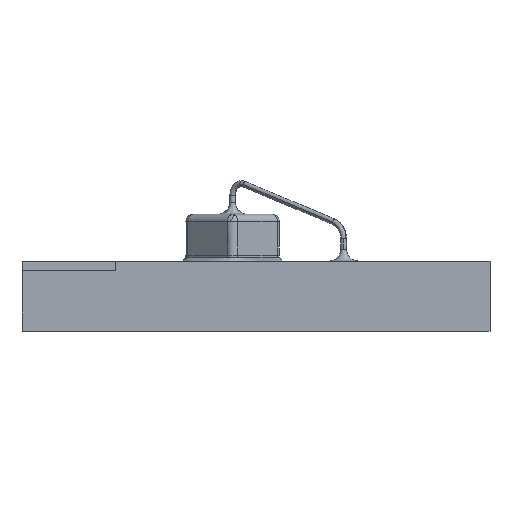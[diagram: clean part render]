
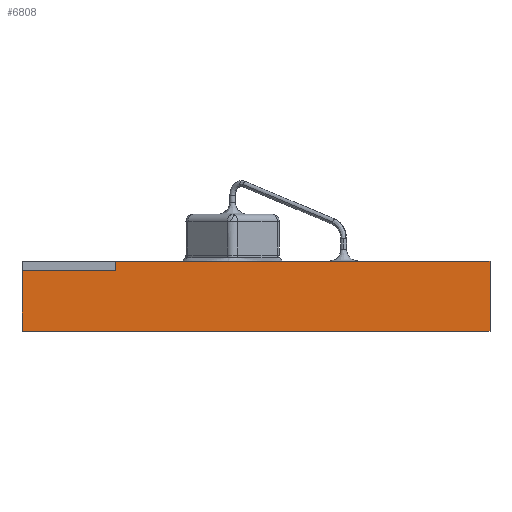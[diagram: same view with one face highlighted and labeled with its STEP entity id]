
A CAD part, front view. The second image highlights one B-rep face of the part: STEP entity #6808.
In plain terms, the highlighted planar face has unit normal (0, -1, 0).
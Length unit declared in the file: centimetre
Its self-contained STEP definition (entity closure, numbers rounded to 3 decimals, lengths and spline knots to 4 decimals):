
#321 = DIRECTION ( 'NONE',  ( 0., 0., 1. ) ) ;
#359 = LINE ( 'NONE', #6310, #3447 ) ;
#427 = ORIENTED_EDGE ( 'NONE', *, *, #2949, .F. ) ;
#450 = FACE_OUTER_BOUND ( 'NONE', #4008, .T. ) ;
#563 = LINE ( 'NONE', #5287, #4575 ) ;
#608 = VERTEX_POINT ( 'NONE', #6567 ) ;
#812 = CARTESIAN_POINT ( 'NONE',  ( 0.1, -0.0625, 0. ) ) ;
#1254 = VECTOR ( 'NONE', #5230, 100. ) ;
#1718 = DIRECTION ( 'NONE',  ( 0., 0., -1. ) ) ;
#1733 = VECTOR ( 'NONE', #1718, 100. ) ;
#1885 = VERTEX_POINT ( 'NONE', #5473 ) ;
#1953 = EDGE_CURVE ( 'NONE', #3244, #2560, #359, .T. ) ;
#2020 = VECTOR ( 'NONE', #6142, 100. ) ;
#2344 = LINE ( 'NONE', #4700, #1733 ) ;
#2560 = VERTEX_POINT ( 'NONE', #7012 ) ;
#2657 = EDGE_CURVE ( 'NONE', #3244, #5989, #563, .T. ) ;
#2949 = EDGE_CURVE ( 'NONE', #5989, #608, #7535, .T. ) ;
#2954 = ORIENTED_EDGE ( 'NONE', *, *, #3602, .T. ) ;
#3068 = ORIENTED_EDGE ( 'NONE', *, *, #4636, .T. ) ;
#3244 = VERTEX_POINT ( 'NONE', #812 ) ;
#3447 = VECTOR ( 'NONE', #321, 100. ) ;
#3602 = EDGE_CURVE ( 'NONE', #2560, #4104, #3750, .T. ) ;
#3694 = VECTOR ( 'NONE', #6620, 100. ) ;
#3750 = LINE ( 'NONE', #6183, #2020 ) ;
#3823 = ORIENTED_EDGE ( 'NONE', *, *, #6600, .T. ) ;
#4008 = EDGE_LOOP ( 'NONE', ( #2954, #3823, #3068, #427, #6762, #5028 ) ) ;
#4104 = VERTEX_POINT ( 'NONE', #7413 ) ;
#4575 = VECTOR ( 'NONE', #7635, 100. ) ;
#4636 = EDGE_CURVE ( 'NONE', #1885, #608, #6010, .T. ) ;
#4700 = CARTESIAN_POINT ( 'NONE',  ( -0.06, -0.0625, 0. ) ) ;
#5028 = ORIENTED_EDGE ( 'NONE', *, *, #1953, .T. ) ;
#5230 = DIRECTION ( 'NONE',  ( 0., 0., 1. ) ) ;
#5287 = CARTESIAN_POINT ( 'NONE',  ( 0., -0.0625, 0. ) ) ;
#5473 = CARTESIAN_POINT ( 'NONE',  ( -0.06, -0.0625, 0.026 ) ) ;
#5636 = DIRECTION ( 'NONE',  ( 0., 0., -1. ) ) ;
#5709 = DIRECTION ( 'NONE',  ( 0., -1., 0. ) ) ;
#5989 = VERTEX_POINT ( 'NONE', #7344 ) ;
#6010 = LINE ( 'NONE', #6657, #3694 ) ;
#6142 = DIRECTION ( 'NONE',  ( -1., 0., 0. ) ) ;
#6183 = CARTESIAN_POINT ( 'NONE',  ( -0.1, -0.0625, 0.03 ) ) ;
#6310 = CARTESIAN_POINT ( 'NONE',  ( 0.1, -0.0625, 0. ) ) ;
#6567 = CARTESIAN_POINT ( 'NONE',  ( -0.1, -0.0625, 0.026 ) ) ;
#6600 = EDGE_CURVE ( 'NONE', #4104, #1885, #2344, .T. ) ;
#6620 = DIRECTION ( 'NONE',  ( -1., 0., 0. ) ) ;
#6657 = CARTESIAN_POINT ( 'NONE',  ( -0.1, -0.0625, 0.026 ) ) ;
#6762 = ORIENTED_EDGE ( 'NONE', *, *, #2657, .F. ) ;
#6808 = ADVANCED_FACE ( 'NONE', ( #450 ), #7408, .T. ) ;
#6866 = CARTESIAN_POINT ( 'NONE',  ( -0.1, -0.0625, 0. ) ) ;
#6992 = CARTESIAN_POINT ( 'NONE',  ( -0.1, -0.0625, 0. ) ) ;
#7012 = CARTESIAN_POINT ( 'NONE',  ( 0.1, -0.0625, 0.03 ) ) ;
#7344 = CARTESIAN_POINT ( 'NONE',  ( -0.1, -0.0625, 0. ) ) ;
#7408 = PLANE ( 'NONE',  #7476 ) ;
#7413 = CARTESIAN_POINT ( 'NONE',  ( -0.06, -0.0625, 0.03 ) ) ;
#7476 = AXIS2_PLACEMENT_3D ( 'NONE', #6866, #5709, #5636 ) ;
#7535 = LINE ( 'NONE', #6992, #1254 ) ;
#7635 = DIRECTION ( 'NONE',  ( -1., 0., 0. ) ) ;
